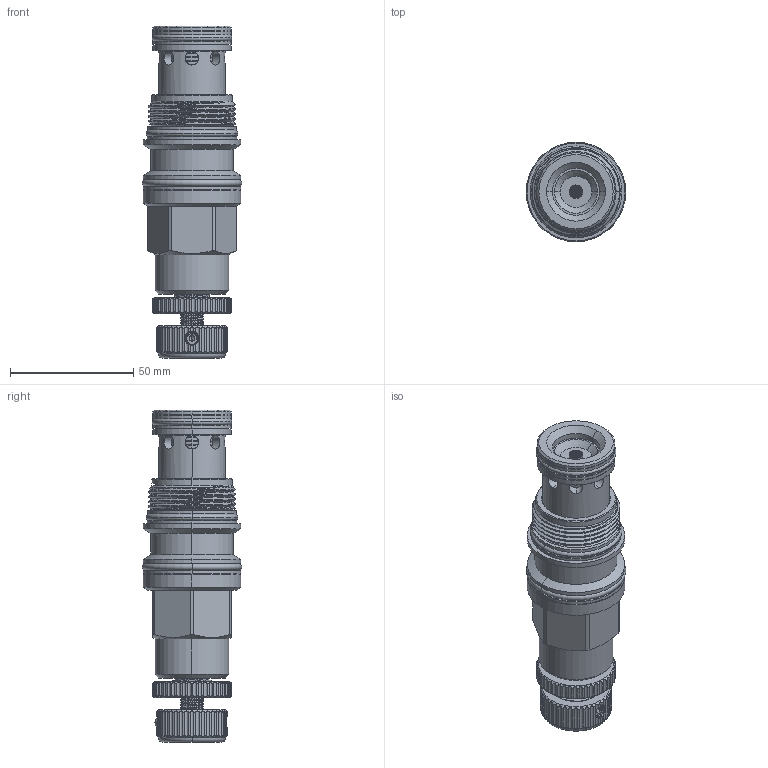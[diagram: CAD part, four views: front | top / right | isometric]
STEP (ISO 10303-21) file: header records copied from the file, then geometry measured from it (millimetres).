
FILE_DESCRIPTION (( 'STEP AP203' ), '1' );
FILE_NAME ('SQ17A30-K.STEP', '2020-03-25T02:19:14', ( '' ), ( '' ), 'SwSTEP 2.0', 'SolidWorks 2018', '' );
FILE_SCHEMA (( 'CONFIG_CONTROL_DESIGN' ));
Products named in the file (1): SQ17A30-K
Bounding box: 40.39 x 40.39 x 134.75 mm (x, y, z)
Volume: 102631.5 mm3; surface area: 30610.5 mm2
Topology: 13 solids, 16 shells, 1415 faces, 4001 edges, 2534 vertices
Faces by surface type: cylinder 924, plane 231, cone 102, torus 90, bspline 60, sphere 8
Entity records: 102843 total; most frequent: CARTESIAN_POINT 68644, ORIENTED_EDGE 7938, DIRECTION 5829, EDGE_CURVE 3969, VERTEX_POINT 2528, AXIS2_PLACEMENT_3D 2264, EDGE_LOOP 1843, B_SPLINE_CURVE_WITH_KNOTS 1577
